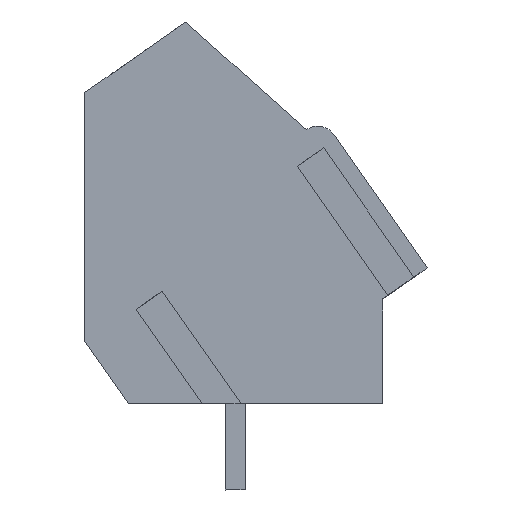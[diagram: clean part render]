
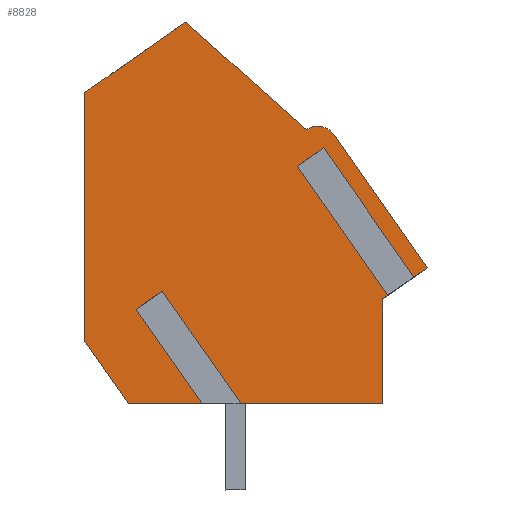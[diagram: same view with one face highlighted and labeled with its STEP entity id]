
A CAD part, left-side view. The second image highlights one B-rep face of the part: STEP entity #8828.
In plain terms, the highlighted planar face has unit normal (-1, 0, 0).
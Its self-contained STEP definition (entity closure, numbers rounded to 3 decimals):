
#8589=AXIS2_PLACEMENT_3D('Circle Axis2P3D',#8587,#8588,$) ;
#8764=AXIS2_PLACEMENT_3D('Plane Axis2P3D',#8761,#8762,#8763) ;
#7711=CARTESIAN_POINT('Vertex',(0.55,0.,9.018)) ;
#7714=CARTESIAN_POINT('Line Origine',(0.55,0.397,8.74)) ;
#7718=CARTESIAN_POINT('Vertex',(0.55,0.794,8.462)) ;
#7739=CARTESIAN_POINT('Vertex',(0.55,1.336,8.083)) ;
#7742=CARTESIAN_POINT('Line Origine',(0.55,1.568,7.92)) ;
#7746=CARTESIAN_POINT('Vertex',(0.55,1.8,7.758)) ;
#8192=CARTESIAN_POINT('Vertex',(0.55,1.8,3.5)) ;
#8195=CARTESIAN_POINT('Line Origine',(0.55,4.87,3.5)) ;
#8199=CARTESIAN_POINT('Vertex',(0.55,7.94,3.5)) ;
#8220=CARTESIAN_POINT('Vertex',(0.55,8.747,3.5)) ;
#8223=CARTESIAN_POINT('Line Origine',(0.55,10.438,3.5)) ;
#8227=CARTESIAN_POINT('Vertex',(0.55,12.128,3.5)) ;
#8383=CARTESIAN_POINT('Line Origine',(0.55,13.014,4.765)) ;
#8387=CARTESIAN_POINT('Vertex',(0.55,13.9,6.03)) ;
#8408=CARTESIAN_POINT('Line Origine',(0.55,13.9,11.081)) ;
#8412=CARTESIAN_POINT('Vertex',(0.55,13.9,16.132)) ;
#8501=CARTESIAN_POINT('Line Origine',(0.55,11.852,17.566)) ;
#8505=CARTESIAN_POINT('Vertex',(0.55,9.804,19.)) ;
#8562=CARTESIAN_POINT('Line Origine',(0.55,7.352,16.811)) ;
#8566=CARTESIAN_POINT('Vertex',(0.55,4.9,14.621)) ;
#8587=CARTESIAN_POINT('Axis2P3D Location',(0.55,4.441,13.966)) ;
#8591=CARTESIAN_POINT('Vertex',(0.55,3.786,14.425)) ;
#8612=CARTESIAN_POINT('Line Origine',(0.55,1.893,11.722)) ;
#8761=CARTESIAN_POINT('Axis2P3D Location',(0.55,13.9,0.)) ;
#8766=CARTESIAN_POINT('Line Origine',(0.55,1.8,5.629)) ;
#8771=CARTESIAN_POINT('Line Origine',(0.55,3.171,10.704)) ;
#8775=CARTESIAN_POINT('Vertex',(0.55,5.007,13.326)) ;
#8778=CARTESIAN_POINT('Line Origine',(0.55,4.736,13.515)) ;
#8782=CARTESIAN_POINT('Vertex',(0.55,4.465,13.705)) ;
#8785=CARTESIAN_POINT('Line Origine',(0.55,2.629,11.084)) ;
#8790=CARTESIAN_POINT('Line Origine',(0.55,10.154,5.508)) ;
#8794=CARTESIAN_POINT('Vertex',(0.55,11.56,7.516)) ;
#8797=CARTESIAN_POINT('Line Origine',(0.55,11.289,7.706)) ;
#8801=CARTESIAN_POINT('Vertex',(0.55,11.018,7.896)) ;
#8804=CARTESIAN_POINT('Line Origine',(0.55,9.479,5.698)) ;
#7715=DIRECTION('Vector Direction',(0.,0.819,-0.574)) ;
#7743=DIRECTION('Vector Direction',(0.,0.819,-0.574)) ;
#8196=DIRECTION('Vector Direction',(0.,1.,0.)) ;
#8224=DIRECTION('Vector Direction',(0.,1.,0.)) ;
#8384=DIRECTION('Vector Direction',(0.,0.574,0.819)) ;
#8409=DIRECTION('Vector Direction',(0.,0.,1.)) ;
#8502=DIRECTION('Vector Direction',(0.,-0.819,0.574)) ;
#8563=DIRECTION('Vector Direction',(0.,-0.746,-0.666)) ;
#8588=DIRECTION('Axis2P3D Direction',(-1.,0.,0.)) ;
#8613=DIRECTION('Vector Direction',(0.,-0.574,-0.819)) ;
#8762=DIRECTION('Axis2P3D Direction',(-1.,0.,0.)) ;
#8763=DIRECTION('Axis2P3D XDirection',(0.,-1.,0.)) ;
#8767=DIRECTION('Vector Direction',(0.,0.,-1.)) ;
#8772=DIRECTION('Vector Direction',(0.,-0.574,-0.819)) ;
#8779=DIRECTION('Vector Direction',(0.,0.819,-0.574)) ;
#8786=DIRECTION('Vector Direction',(0.,-0.574,-0.819)) ;
#8791=DIRECTION('Vector Direction',(0.,-0.574,-0.819)) ;
#8798=DIRECTION('Vector Direction',(0.,-0.819,0.574)) ;
#8805=DIRECTION('Vector Direction',(0.,-0.574,-0.819)) ;
#7716=VECTOR('Line Direction',#7715,1.) ;
#7744=VECTOR('Line Direction',#7743,1.) ;
#8197=VECTOR('Line Direction',#8196,1.) ;
#8225=VECTOR('Line Direction',#8224,1.) ;
#8385=VECTOR('Line Direction',#8384,1.) ;
#8410=VECTOR('Line Direction',#8409,1.) ;
#8503=VECTOR('Line Direction',#8502,1.) ;
#8564=VECTOR('Line Direction',#8563,1.) ;
#8614=VECTOR('Line Direction',#8613,1.) ;
#8768=VECTOR('Line Direction',#8767,1.) ;
#8773=VECTOR('Line Direction',#8772,1.) ;
#8780=VECTOR('Line Direction',#8779,1.) ;
#8787=VECTOR('Line Direction',#8786,1.) ;
#8792=VECTOR('Line Direction',#8791,1.) ;
#8799=VECTOR('Line Direction',#8798,1.) ;
#8806=VECTOR('Line Direction',#8805,1.) ;
#8810=ORIENTED_EDGE('',*,*,#8201,.T.) ;
#8811=ORIENTED_EDGE('',*,*,#8770,.T.) ;
#8812=ORIENTED_EDGE('',*,*,#7748,.T.) ;
#8813=ORIENTED_EDGE('',*,*,#8777,.F.) ;
#8814=ORIENTED_EDGE('',*,*,#8784,.F.) ;
#8815=ORIENTED_EDGE('',*,*,#8789,.T.) ;
#8816=ORIENTED_EDGE('',*,*,#7720,.T.) ;
#8817=ORIENTED_EDGE('',*,*,#8616,.T.) ;
#8818=ORIENTED_EDGE('',*,*,#8593,.T.) ;
#8819=ORIENTED_EDGE('',*,*,#8568,.T.) ;
#8820=ORIENTED_EDGE('',*,*,#8507,.T.) ;
#8821=ORIENTED_EDGE('',*,*,#8414,.T.) ;
#8822=ORIENTED_EDGE('',*,*,#8389,.T.) ;
#8823=ORIENTED_EDGE('',*,*,#8229,.T.) ;
#8824=ORIENTED_EDGE('',*,*,#8796,.F.) ;
#8825=ORIENTED_EDGE('',*,*,#8803,.F.) ;
#8826=ORIENTED_EDGE('',*,*,#8808,.T.) ;
#8828=ADVANCED_FACE('HOUSING',(#8827),#8765,.T.) ;
#8590=CIRCLE('generated circle',#8589,0.8) ;
#7720=EDGE_CURVE('',#7719,#7712,#7717,.F.) ;
#7748=EDGE_CURVE('',#7747,#7740,#7745,.F.) ;
#8201=EDGE_CURVE('',#8200,#8193,#8198,.F.) ;
#8229=EDGE_CURVE('',#8228,#8221,#8226,.F.) ;
#8389=EDGE_CURVE('',#8388,#8228,#8386,.F.) ;
#8414=EDGE_CURVE('',#8413,#8388,#8411,.F.) ;
#8507=EDGE_CURVE('',#8506,#8413,#8504,.F.) ;
#8568=EDGE_CURVE('',#8567,#8506,#8565,.F.) ;
#8593=EDGE_CURVE('',#8592,#8567,#8590,.T.) ;
#8616=EDGE_CURVE('',#7712,#8592,#8615,.F.) ;
#8770=EDGE_CURVE('',#8193,#7747,#8769,.F.) ;
#8777=EDGE_CURVE('',#8776,#7740,#8774,.T.) ;
#8784=EDGE_CURVE('',#8783,#8776,#8781,.T.) ;
#8789=EDGE_CURVE('',#8783,#7719,#8788,.T.) ;
#8796=EDGE_CURVE('',#8795,#8221,#8793,.T.) ;
#8803=EDGE_CURVE('',#8802,#8795,#8800,.F.) ;
#8808=EDGE_CURVE('',#8802,#8200,#8807,.T.) ;
#8809=EDGE_LOOP('',(#8810,#8811,#8812,#8813,#8814,#8815,#8816,#8817,#8818,#8819,#8820,#8821,#8822,#8823,#8824,#8825,#8826)) ;
#8827=FACE_OUTER_BOUND('',#8809,.T.) ;
#7717=LINE('Line',#7714,#7716) ;
#7745=LINE('Line',#7742,#7744) ;
#8198=LINE('Line',#8195,#8197) ;
#8226=LINE('Line',#8223,#8225) ;
#8386=LINE('Line',#8383,#8385) ;
#8411=LINE('Line',#8408,#8410) ;
#8504=LINE('Line',#8501,#8503) ;
#8565=LINE('Line',#8562,#8564) ;
#8615=LINE('Line',#8612,#8614) ;
#8769=LINE('Line',#8766,#8768) ;
#8774=LINE('Line',#8771,#8773) ;
#8781=LINE('Line',#8778,#8780) ;
#8788=LINE('Line',#8785,#8787) ;
#8793=LINE('Line',#8790,#8792) ;
#8800=LINE('Line',#8797,#8799) ;
#8807=LINE('Line',#8804,#8806) ;
#8765=PLANE('',#8764) ;
#7712=VERTEX_POINT('',#7711) ;
#7719=VERTEX_POINT('',#7718) ;
#7740=VERTEX_POINT('',#7739) ;
#7747=VERTEX_POINT('',#7746) ;
#8193=VERTEX_POINT('',#8192) ;
#8200=VERTEX_POINT('',#8199) ;
#8221=VERTEX_POINT('',#8220) ;
#8228=VERTEX_POINT('',#8227) ;
#8388=VERTEX_POINT('',#8387) ;
#8413=VERTEX_POINT('',#8412) ;
#8506=VERTEX_POINT('',#8505) ;
#8567=VERTEX_POINT('',#8566) ;
#8592=VERTEX_POINT('',#8591) ;
#8776=VERTEX_POINT('',#8775) ;
#8783=VERTEX_POINT('',#8782) ;
#8795=VERTEX_POINT('',#8794) ;
#8802=VERTEX_POINT('',#8801) ;
